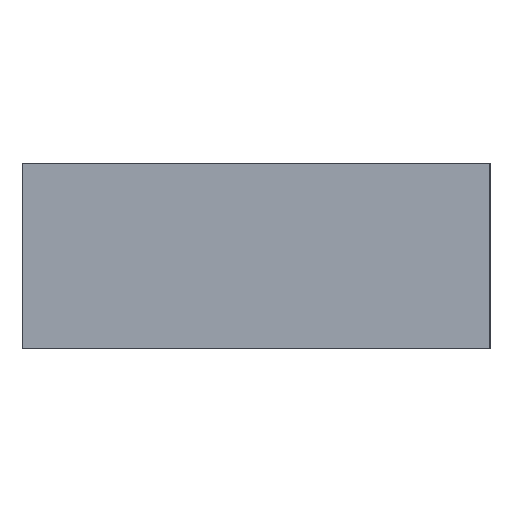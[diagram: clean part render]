
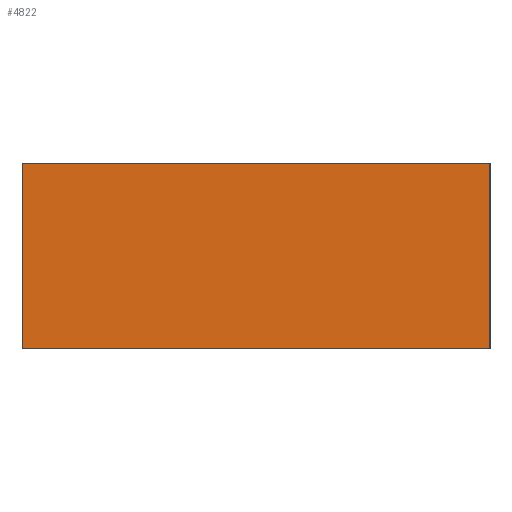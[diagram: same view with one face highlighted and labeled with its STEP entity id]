
A CAD part, front view. The second image highlights one B-rep face of the part: STEP entity #4822.
In plain terms, the highlighted planar face has unit normal (0, -1, 0).
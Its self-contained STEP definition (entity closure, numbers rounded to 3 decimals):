
#572=FACE_OUTER_BOUND('',#829,.T.);
#829=EDGE_LOOP('',(#4207,#4208,#4209,#4210));
#1293=LINE('',#8322,#1774);
#1297=LINE('',#8330,#1778);
#1300=LINE('',#8336,#1781);
#1303=LINE('',#8341,#1784);
#1774=VECTOR('',#6150,10.);
#1778=VECTOR('',#6156,10.);
#1781=VECTOR('',#6161,10.);
#1784=VECTOR('',#6166,10.);
#2224=VERTEX_POINT('',#8320);
#2225=VERTEX_POINT('',#8321);
#2228=VERTEX_POINT('',#8329);
#2230=VERTEX_POINT('',#8335);
#2881=EDGE_CURVE('',#2224,#2225,#1293,.T.);
#2885=EDGE_CURVE('',#2228,#2224,#1297,.T.);
#2888=EDGE_CURVE('',#2230,#2228,#1300,.T.);
#2891=EDGE_CURVE('',#2225,#2230,#1303,.T.);
#4207=ORIENTED_EDGE('',*,*,#2891,.F.);
#4208=ORIENTED_EDGE('',*,*,#2881,.F.);
#4209=ORIENTED_EDGE('',*,*,#2885,.F.);
#4210=ORIENTED_EDGE('',*,*,#2888,.F.);
#4381=PLANE('',#5206);
#4822=ADVANCED_FACE('',(#572),#4381,.T.);
#5206=AXIS2_PLACEMENT_3D('',#8344,#6170,#6171);
#6150=DIRECTION('',(0.,0.,1.));
#6156=DIRECTION('',(-1.,0.,0.));
#6161=DIRECTION('',(0.,0.,-1.));
#6166=DIRECTION('',(1.,0.,0.));
#6170=DIRECTION('center_axis',(0.,-1.,0.));
#6171=DIRECTION('ref_axis',(0.,0.,-1.));
#8320=CARTESIAN_POINT('',(-1.475,0.,-0.46));
#8321=CARTESIAN_POINT('',(-1.475,0.,0.71));
#8322=CARTESIAN_POINT('',(-1.475,0.,-0.46));
#8329=CARTESIAN_POINT('',(1.475,0.,-0.46));
#8330=CARTESIAN_POINT('',(1.475,0.,-0.46));
#8335=CARTESIAN_POINT('',(1.475,0.,0.71));
#8336=CARTESIAN_POINT('',(1.475,0.,0.71));
#8341=CARTESIAN_POINT('',(-1.475,0.,0.71));
#8344=CARTESIAN_POINT('Origin',(0.,0.,0.125));
